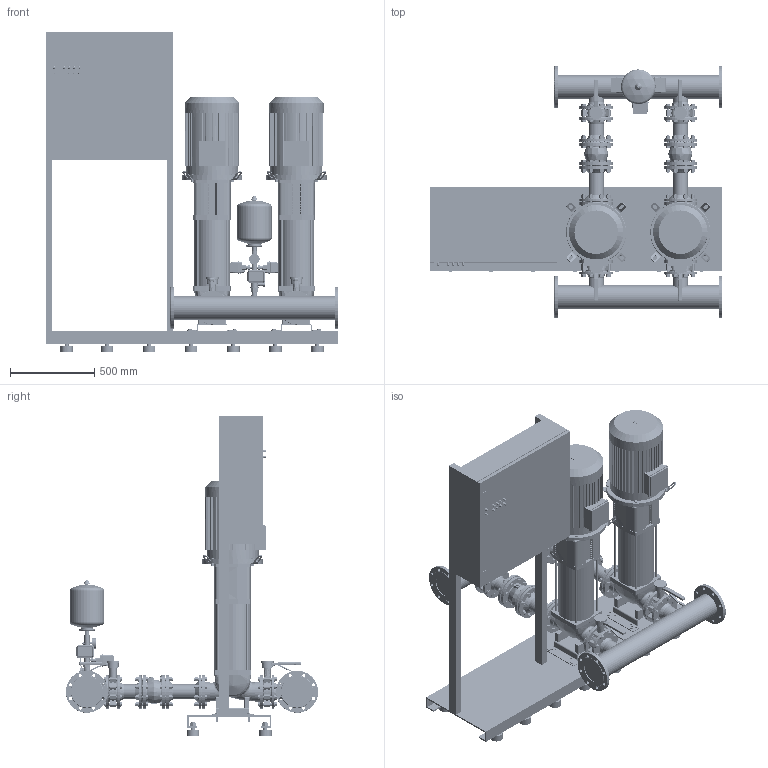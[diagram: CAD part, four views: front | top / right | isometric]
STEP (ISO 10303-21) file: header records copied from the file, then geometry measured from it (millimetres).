
FILE_DESCRIPTION((''),'2;1');
FILE_NAME('3d_FLA-2HELIXV5203_2_K-02PN10-2534402.stp','2013-07-05T14:27:07',(''),(''),'Mechanical Desktop 2009','Mechanical Desktop 2009',', , ');
FILE_SCHEMA(('CONFIG_CONTROL_DESIGN'));
Length unit declared in the file: millimetre
Products named in the file (1): Product
Bounding box: 1740 x 1498 x 1905 mm (x, y, z)
Volume: 347439801.2 mm3; surface area: 15931829 mm2
Topology: 245 solids, 245 shells, 7713 faces, 19171 edges, 12351 vertices
Faces by surface type: bspline 3381, plane 2306, cylinder 1473, torus 276, cone 259, sphere 18
Entity records: 269056 total; most frequent: CARTESIAN_POINT 91085, ORIENTED_EDGE 38258, DIRECTION 33831, EDGE_CURVE 19129, VERTEX_POINT 12346, VECTOR 11431, LINE 11431, AXIS2_PLACEMENT_3D 11200
